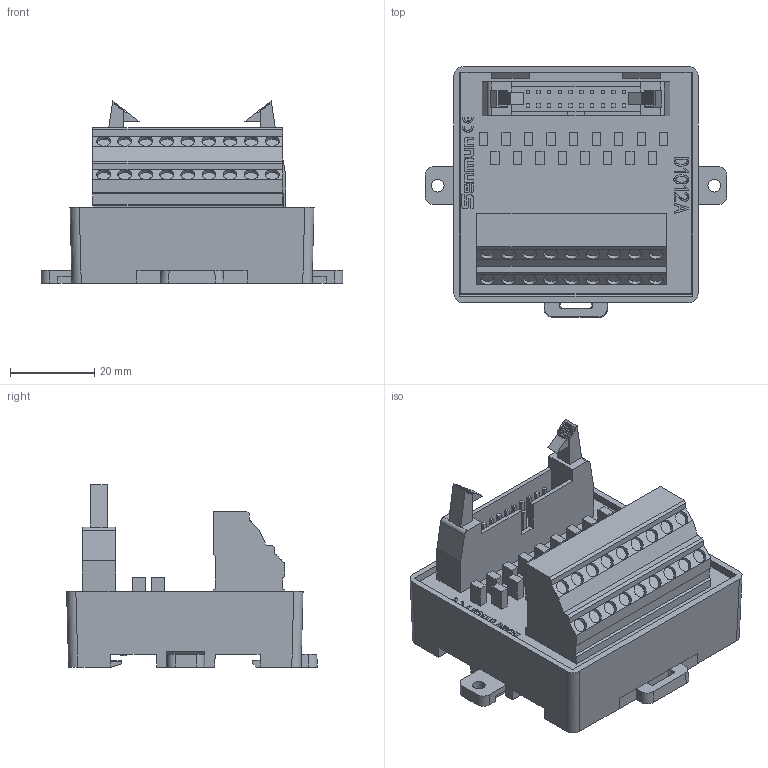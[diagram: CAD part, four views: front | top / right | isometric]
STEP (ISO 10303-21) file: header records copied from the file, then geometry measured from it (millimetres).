
FILE_DESCRIPTION(/* description */ (''),/* implementation_level */ '2;1');
FILE_NAME(/* name */ 'D1012A 2D_dwg.stp',/* time_stamp */ '2024-08-09T09:37:37+08:00',/* author */ (''),/* organization */ (''),/* preprocessor_version */ 'ST-DEVELOPER v14',/* originating_system */ 'SIEMENS PLM Software NX 8.0',/* authorisation */ '');
FILE_SCHEMA (('AUTOMOTIVE_DESIGN { 1 0 10303 214 3 1 1 1 }'));
Length unit declared in the file: millimetre
Products named in the file (1): Admi019C24E0xc88
Bounding box: 71.6 x 59.51 x 43.25 mm (x, y, z)
Volume: 65100.1 mm3; surface area: 19976.5 mm2
Topology: 3 solids, 3 shells, 738 faces, 1925 edges, 1277 vertices
Faces by surface type: plane 660, cylinder 61, extrusion 11, cone 4, bspline 2
Full cylindrical faces by diameter (mm): 3 x2, 3.3 x18
Entity records: 24378 total; most frequent: CARTESIAN_POINT 4712, ORIENTED_EDGE 3788, DIRECTION 3433, EDGE_CURVE 1894, VECTOR 1729, LINE 1718, VERTEX_POINT 1268, EDGE_LOOP 854
